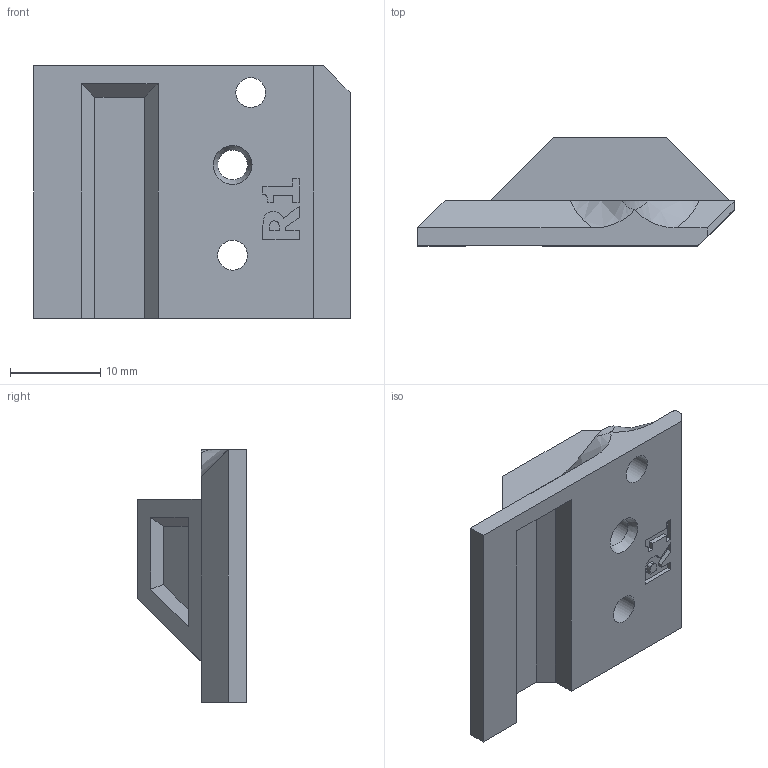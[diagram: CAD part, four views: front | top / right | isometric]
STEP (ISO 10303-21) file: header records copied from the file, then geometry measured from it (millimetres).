
FILE_DESCRIPTION(/* description */ (''),/* implementation_level */ '2;1');
FILE_NAME(/* name */ 'FS_cover_enclosure-R1.stp',/* time_stamp */ '2023-07-03T09:40:06+02:00',/* author */ ('borek.rajtora'),/* organization */ (''),/* preprocessor_version */ 'ST-DEVELOPER v19',/* originating_system */ 'Autodesk Inventor 2023',/* authorisation */ '');
FILE_SCHEMA (('AUTOMOTIVE_DESIGN { 1 0 10303 214 3 1 1 }'));
Length unit declared in the file: millimetre
Products named in the file (1): FS-cover enclosure
Bounding box: 35 x 12 x 28 mm (x, y, z)
Volume: 5105.8 mm3; surface area: 3130.4 mm2
Topology: 1 solids, 1 shells, 77 faces, 198 edges, 130 vertices
Faces by surface type: plane 58, bspline 11, cylinder 6, cone 2
Full cylindrical faces by diameter (mm): 3.3 x3, 8 x1
Entity records: 2509 total; most frequent: CARTESIAN_POINT 636, ORIENTED_EDGE 396, DIRECTION 327, EDGE_CURVE 198, LINE 159, VECTOR 159, VERTEX_POINT 130, EDGE_LOOP 90
